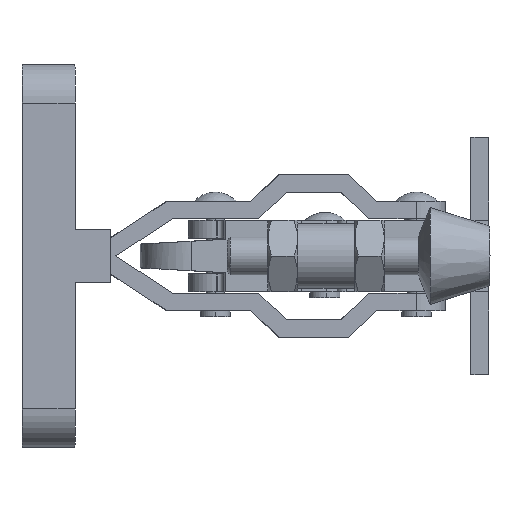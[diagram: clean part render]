
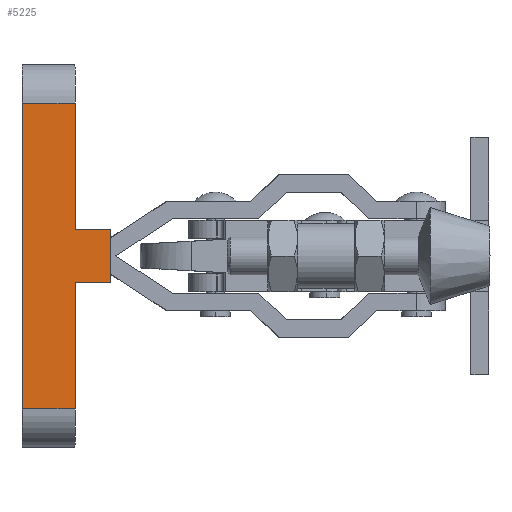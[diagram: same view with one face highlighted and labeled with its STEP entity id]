
A CAD part, left-side view. The second image highlights one B-rep face of the part: STEP entity #5225.
In plain terms, the highlighted planar face has unit normal (-1, -0.007, 0).
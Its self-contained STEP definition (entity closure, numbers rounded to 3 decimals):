
#50 = EDGE_CURVE ( 'NONE', #2708, #4681, #2849, .T. ) ;
#181 = DIRECTION ( 'NONE',  ( 0., 0., -1. ) ) ;
#507 = CARTESIAN_POINT ( 'NONE',  ( -29.766, 63.353, 4.5 ) ) ;
#542 = CARTESIAN_POINT ( 'NONE',  ( -29.808, 69.233, 25.6 ) ) ;
#627 = ORIENTED_EDGE ( 'NONE', *, *, #50, .T. ) ;
#675 = EDGE_CURVE ( 'NONE', #6972, #6817, #1319, .T. ) ;
#709 = LINE ( 'NONE', #2617, #7662 ) ;
#734 = DIRECTION ( 'NONE',  ( -0.007, 1., 0. ) ) ;
#844 = VECTOR ( 'NONE', #6029, 1000. ) ;
#991 = VECTOR ( 'NONE', #1185, 1000. ) ;
#1031 = PLANE ( 'NONE',  #3713 ) ;
#1124 = ORIENTED_EDGE ( 'NONE', *, *, #1550, .T. ) ;
#1185 = DIRECTION ( 'NONE',  ( 0., 0., 1. ) ) ;
#1274 = CARTESIAN_POINT ( 'NONE',  ( -29.808, 69.233, -4.5 ) ) ;
#1319 = LINE ( 'NONE', #5050, #6635 ) ;
#1382 = CARTESIAN_POINT ( 'NONE',  ( -29.808, 69.233, -4.5 ) ) ;
#1471 = EDGE_CURVE ( 'NONE', #6075, #7030, #7355, .T. ) ;
#1550 = EDGE_CURVE ( 'NONE', #6817, #2334, #6709, .T. ) ;
#1873 = EDGE_LOOP ( 'NONE', ( #5381, #1124, #3149, #6586, #8859, #6198, #627, #5988 ) ) ;
#1880 = CARTESIAN_POINT ( 'NONE',  ( -29.808, 69.233, 4.5 ) ) ;
#1935 = DIRECTION ( 'NONE',  ( 0., 0., 1. ) ) ;
#2099 = DIRECTION ( 'NONE',  ( 0.007, -1., 0. ) ) ;
#2334 = VERTEX_POINT ( 'NONE', #6109 ) ;
#2617 = CARTESIAN_POINT ( 'NONE',  ( -29.808, 69.233, -32. ) ) ;
#2700 = LINE ( 'NONE', #1880, #844 ) ;
#2708 = VERTEX_POINT ( 'NONE', #6535 ) ;
#2849 = LINE ( 'NONE', #4678, #991 ) ;
#2952 = EDGE_CURVE ( 'NONE', #2334, #5415, #709, .T. ) ;
#2960 = CARTESIAN_POINT ( 'NONE',  ( -29.871, 78.053, -25.6 ) ) ;
#3149 = ORIENTED_EDGE ( 'NONE', *, *, #2952, .T. ) ;
#3163 = FACE_OUTER_BOUND ( 'NONE', #1873, .T. ) ;
#3403 = VECTOR ( 'NONE', #2099, 1000. ) ;
#3713 = AXIS2_PLACEMENT_3D ( 'NONE', #3811, #8686, #4521 ) ;
#3811 = CARTESIAN_POINT ( 'NONE',  ( -29.808, 69.233, 4.5 ) ) ;
#4262 = EDGE_CURVE ( 'NONE', #5415, #6075, #5248, .T. ) ;
#4273 = EDGE_CURVE ( 'NONE', #4681, #6972, #5028, .T. ) ;
#4521 = DIRECTION ( 'NONE',  ( -0.007, 1., 0. ) ) ;
#4654 = DIRECTION ( 'NONE',  ( 0.007, -1., 0. ) ) ;
#4678 = CARTESIAN_POINT ( 'NONE',  ( -29.808, 69.233, 32. ) ) ;
#4681 = VERTEX_POINT ( 'NONE', #542 ) ;
#4900 = CARTESIAN_POINT ( 'NONE',  ( -29.808, 69.233, 25.6 ) ) ;
#5028 = LINE ( 'NONE', #4900, #8721 ) ;
#5050 = CARTESIAN_POINT ( 'NONE',  ( -29.871, 78.053, -32. ) ) ;
#5225 = ADVANCED_FACE ( 'NONE', ( #3163 ), #1031, .T. ) ;
#5248 = LINE ( 'NONE', #1382, #3403 ) ;
#5381 = ORIENTED_EDGE ( 'NONE', *, *, #675, .T. ) ;
#5415 = VERTEX_POINT ( 'NONE', #1274 ) ;
#5506 = CARTESIAN_POINT ( 'NONE',  ( -29.766, 63.353, -4.5 ) ) ;
#5988 = ORIENTED_EDGE ( 'NONE', *, *, #4273, .T. ) ;
#6029 = DIRECTION ( 'NONE',  ( -0.007, 1., 0. ) ) ;
#6052 = VECTOR ( 'NONE', #4654, 1000. ) ;
#6075 = VERTEX_POINT ( 'NONE', #5506 ) ;
#6109 = CARTESIAN_POINT ( 'NONE',  ( -29.808, 69.233, -25.6 ) ) ;
#6198 = ORIENTED_EDGE ( 'NONE', *, *, #6983, .T. ) ;
#6535 = CARTESIAN_POINT ( 'NONE',  ( -29.808, 69.233, 4.5 ) ) ;
#6586 = ORIENTED_EDGE ( 'NONE', *, *, #4262, .T. ) ;
#6635 = VECTOR ( 'NONE', #181, 1000. ) ;
#6709 = LINE ( 'NONE', #8444, #6052 ) ;
#6817 = VERTEX_POINT ( 'NONE', #2960 ) ;
#6972 = VERTEX_POINT ( 'NONE', #8118 ) ;
#6983 = EDGE_CURVE ( 'NONE', #7030, #2708, #2700, .T. ) ;
#7030 = VERTEX_POINT ( 'NONE', #507 ) ;
#7355 = LINE ( 'NONE', #8275, #7810 ) ;
#7547 = DIRECTION ( 'NONE',  ( 0., 0., 1. ) ) ;
#7662 = VECTOR ( 'NONE', #1935, 1000. ) ;
#7810 = VECTOR ( 'NONE', #7547, 1000. ) ;
#8118 = CARTESIAN_POINT ( 'NONE',  ( -29.871, 78.053, 25.6 ) ) ;
#8275 = CARTESIAN_POINT ( 'NONE',  ( -29.766, 63.353, -4.5 ) ) ;
#8444 = CARTESIAN_POINT ( 'NONE',  ( -29.808, 69.233, -25.6 ) ) ;
#8686 = DIRECTION ( 'NONE',  ( -1., -0.007, 0. ) ) ;
#8721 = VECTOR ( 'NONE', #734, 1000. ) ;
#8859 = ORIENTED_EDGE ( 'NONE', *, *, #1471, .T. ) ;
